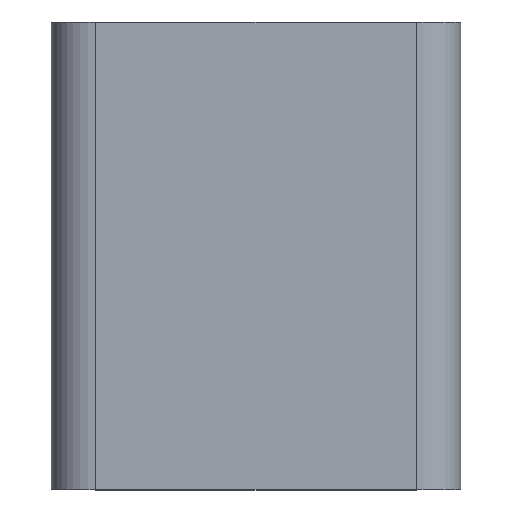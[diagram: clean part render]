
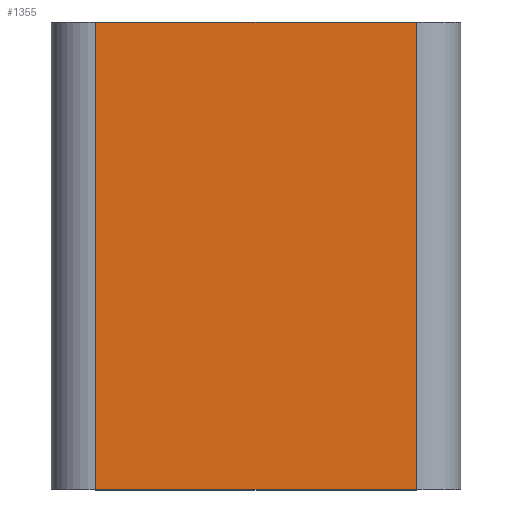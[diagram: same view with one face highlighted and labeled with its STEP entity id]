
A CAD part, top view. The second image highlights one B-rep face of the part: STEP entity #1355.
In plain terms, the highlighted planar face has unit normal (0, 0, 1).
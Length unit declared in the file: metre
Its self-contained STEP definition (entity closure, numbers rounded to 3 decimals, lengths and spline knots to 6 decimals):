
#1065 = EDGE_CURVE( '', #2573, #2574, #2575, .T. );
#1155 = EDGE_CURVE( '', #2375, #2574, #2693, .T. );
#1355 = ADVANCED_FACE( '', ( #2959 ), #2960, .F. );
#1653 = EDGE_CURVE( '', #3315, #2375, #3316, .T. );
#1705 = EDGE_CURVE( '', #3315, #2573, #3372, .T. );
#2375 = VERTEX_POINT( '', #4276 );
#2573 = VERTEX_POINT( '', #4554 );
#2574 = VERTEX_POINT( '', #4555 );
#2575 = LINE( '', #4556, #4557 );
#2693 = LINE( '', #4749, #4750 );
#2959 = FACE_OUTER_BOUND( '', #5149, .T. );
#2960 = PLANE( '', #5150 );
#3315 = VERTEX_POINT( '', #5707 );
#3316 = LINE( '', #5708, #5709 );
#3372 = LINE( '', #5808, #5809 );
#4276 = CARTESIAN_POINT( '', ( -0.0036, -0.005254, 0.0033 ) );
#4554 = CARTESIAN_POINT( '', ( 0.0036, 0.005246, 0.0033 ) );
#4555 = CARTESIAN_POINT( '', ( -0.0036, 0.005246, 0.0033 ) );
#4556 = CARTESIAN_POINT( '', ( -0.0036, 0.005246, 0.0033 ) );
#4557 = VECTOR( '', #6886, 1. );
#4749 = CARTESIAN_POINT( '', ( -0.0036, -0.005254, 0.0033 ) );
#4750 = VECTOR( '', #6981, 1. );
#5149 = EDGE_LOOP( '', ( #7321, #7322, #7323, #7324 ) );
#5150 = AXIS2_PLACEMENT_3D( '', #7325, #7326, #7327 );
#5707 = CARTESIAN_POINT( '', ( 0.0036, -0.005254, 0.0033 ) );
#5708 = CARTESIAN_POINT( '', ( -0.0036, -0.005254, 0.0033 ) );
#5709 = VECTOR( '', #7802, 1. );
#5808 = CARTESIAN_POINT( '', ( 0.0036, -0.005254, 0.0033 ) );
#5809 = VECTOR( '', #7856, 1. );
#6886 = DIRECTION( '', ( -1., 0., 0. ) );
#6981 = DIRECTION( '', ( 0., 1., 0. ) );
#7321 = ORIENTED_EDGE( '', *, *, #1065, .T. );
#7322 = ORIENTED_EDGE( '', *, *, #1155, .F. );
#7323 = ORIENTED_EDGE( '', *, *, #1653, .F. );
#7324 = ORIENTED_EDGE( '', *, *, #1705, .T. );
#7325 = CARTESIAN_POINT( '', ( -0.0036, -0.005254, 0.0033 ) );
#7326 = DIRECTION( '', ( 0., 0., -1. ) );
#7327 = DIRECTION( '', ( 0., -1., 0. ) );
#7802 = DIRECTION( '', ( -1., 0., 0. ) );
#7856 = DIRECTION( '', ( 0., 1., 0. ) );
